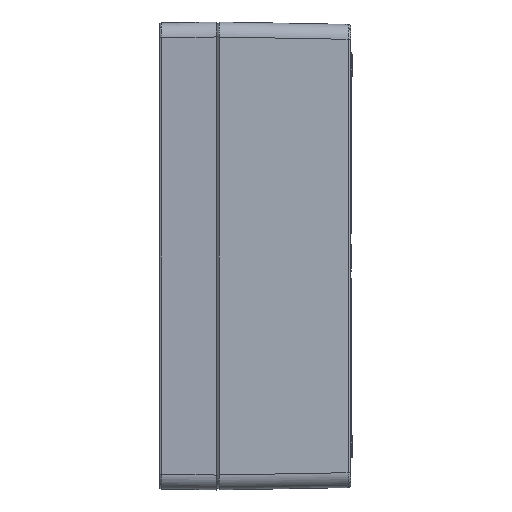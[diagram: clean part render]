
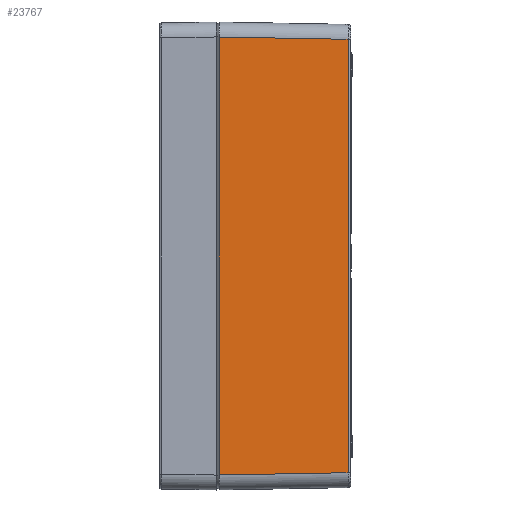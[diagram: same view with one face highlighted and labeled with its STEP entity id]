
A CAD part, left-side view. The second image highlights one B-rep face of the part: STEP entity #23767.
In plain terms, the highlighted planar face has unit normal (-1, -0.018, 0).
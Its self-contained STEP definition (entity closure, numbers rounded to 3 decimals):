
#11861 = VERTEX_POINT ( 'NONE', #13718 ) ;
#13718 = CARTESIAN_POINT ( 'NONE',  ( -200.435, -88.036, 144.936 ) ) ;
#20251 = EDGE_LOOP ( 'NONE', ( #24519, #24521, #24520, #24522 ) ) ;
#21890 = VERTEX_POINT ( 'NONE', #41017 ) ;
#21891 = VERTEX_POINT ( 'NONE', #41018 ) ;
#21892 = VERTEX_POINT ( 'NONE', #41019 ) ;
#23767 = ADVANCED_FACE ( 'NONE', ( #43544 ), #45926, .T. ) ;
#23980 = EDGE_CURVE ( 'NONE', #11861, #21890, #43710, .T. ) ;
#23983 = EDGE_CURVE ( 'NONE', #21892, #11861, #43711, .T. ) ;
#23984 = EDGE_CURVE ( 'NONE', #21891, #21892, #43712, .T. ) ;
#23985 = EDGE_CURVE ( 'NONE', #21890, #21891, #43713, .T. ) ;
#24519 = ORIENTED_EDGE ( 'NONE', *, *, #23984, .T. ) ;
#24520 = ORIENTED_EDGE ( 'NONE', *, *, #23980, .T. ) ;
#24521 = ORIENTED_EDGE ( 'NONE', *, *, #23983, .T. ) ;
#24522 = ORIENTED_EDGE ( 'NONE', *, *, #23985, .T. ) ;
#41017 = CARTESIAN_POINT ( 'NONE',  ( -201.968, -1.787, 146.47 ) ) ;
#41018 = CARTESIAN_POINT ( 'NONE',  ( -201.968, -1.787, -146.47 ) ) ;
#41019 = CARTESIAN_POINT ( 'NONE',  ( -200.435, -88.036, -144.936 ) ) ;
#43544 = FACE_OUTER_BOUND ( 'NONE', #20251, .T. ) ;
#43710 = LINE ( 'NONE', #52356, #47306 ) ;
#43711 = LINE ( 'NONE', #52372, #47310 ) ;
#43712 = LINE ( 'NONE', #52374, #47314 ) ;
#43713 = LINE ( 'NONE', #52376, #47316 ) ;
#45926 = PLANE ( 'NONE',  #46902 ) ;
#45927 = CARTESIAN_POINT ( 'NONE',  ( -202., 0., -156.5 ) ) ;
#45928 = DIRECTION ( 'NONE',  ( -1., -0.018, 0. ) ) ;
#45929 = DIRECTION ( 'NONE',  ( 0.018, -1., 0. ) ) ;
#46902 = AXIS2_PLACEMENT_3D ( 'NONE', #45927, #45928, #45929 ) ;
#47306 = VECTOR ( 'NONE', #52357, 1000. ) ;
#47310 = VECTOR ( 'NONE', #52373, 1000. ) ;
#47314 = VECTOR ( 'NONE', #52375, 1000. ) ;
#47316 = VECTOR ( 'NONE', #52377, 1000. ) ;
#52356 = CARTESIAN_POINT ( 'NONE',  ( -201.904, -5.384, 146.406 ) ) ;
#52357 = DIRECTION ( 'NONE',  ( -0.018, 1., 0.018 ) ) ;
#52372 = CARTESIAN_POINT ( 'NONE',  ( -200.435, -88.036, 144.901 ) ) ;
#52373 = DIRECTION ( 'NONE',  ( 0., 0., 1. ) ) ;
#52374 = CARTESIAN_POINT ( 'NONE',  ( -202.003, 0.178, -146.505 ) ) ;
#52375 = DIRECTION ( 'NONE',  ( 0.018, -1., 0.018 ) ) ;
#52376 = CARTESIAN_POINT ( 'NONE',  ( -201.968, -1.787, -156.5 ) ) ;
#52377 = DIRECTION ( 'NONE',  ( 0., 0., -1. ) ) ;
